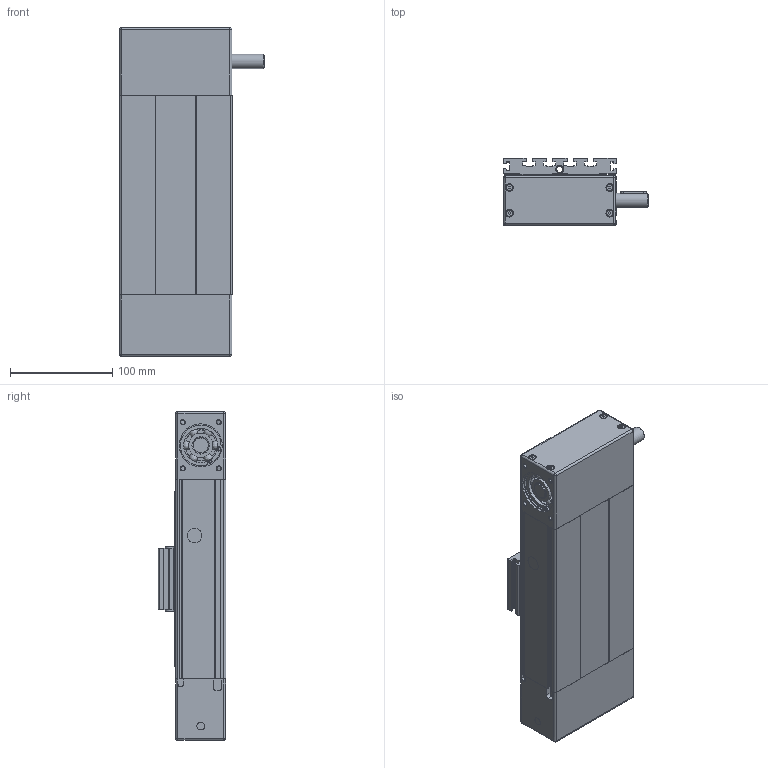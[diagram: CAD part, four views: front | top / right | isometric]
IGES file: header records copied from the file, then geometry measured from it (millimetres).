
Global section: file name: No Iges File Name specified; native system: Autodesk Inventor 2012; preprocessor: AutoDesk Inventor Iges Exporter R2012; author: MFrelih; date: 20120425.101328; units: millimetre
Bounding box: 141.5 x 66 x 321 mm (x, y, z)
Volume: 1066177.7 mm3; surface area: 349179.2 mm2
Topology: 1 solids, 25 shells, 1335 faces, 3678 edges, 2397 vertices
Faces by surface type: plane 608, revolution 350, cylinder 332, sphere 20, cone 17, torus 8
Full cylindrical faces by diameter (mm): 3 x8, 6 x4, 8 x2, 14 x1, 14.3 x2, 15 x6, 20 x1, 23.64 x4, 30.5 x2, 41.5 x2
